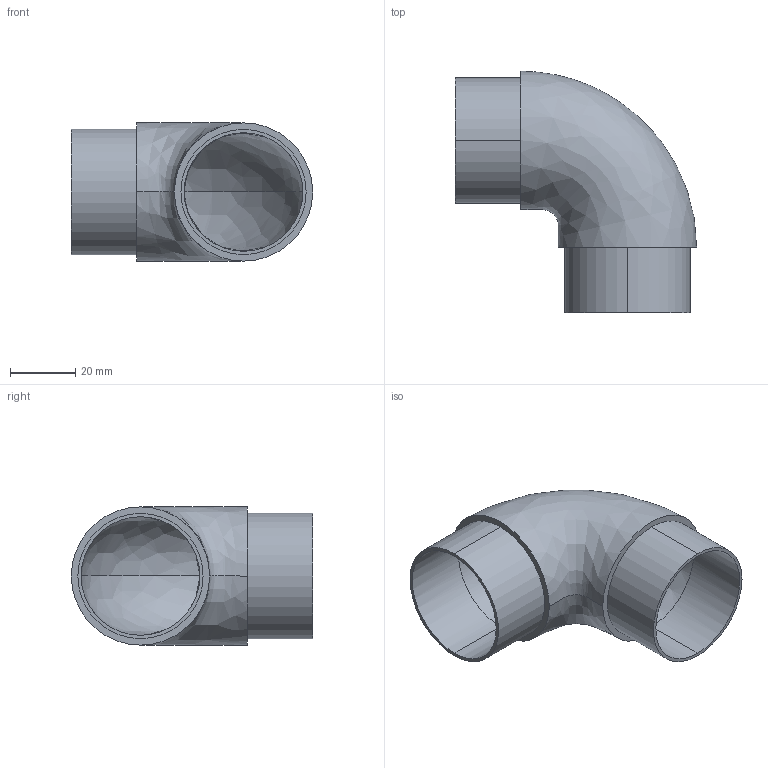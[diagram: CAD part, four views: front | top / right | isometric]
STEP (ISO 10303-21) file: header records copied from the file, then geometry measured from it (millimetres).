
FILE_DESCRIPTION (( 'STEP AP203' ), '1' );
FILE_NAME ('3D_GR1092_42.2x2_188851140.STEP', '2024-11-11T11:35:53', ( '' ), ( '' ), 'SwSTEP 2.0', 'SolidWorks 2023', '' );
FILE_SCHEMA (( 'CONFIG_CONTROL_DESIGN' ));
Length unit declared in the file: millimetre
Products named in the file (1): 3D_GR1092_42.2x2_188851140
Bounding box: 74 x 74 x 42.4 mm (x, y, z)
Volume: 23932.7 mm3; surface area: 22956.1 mm2
Topology: 1 solids, 1 shells, 16 faces, 92 edges, 80 vertices
Faces by surface type: cylinder 8, bspline 4, plane 4
Entity records: 10131 total; most frequent: CARTESIAN_POINT 9331, ORIENTED_EDGE 184, DIRECTION 130, EDGE_CURVE 92, VERTEX_POINT 80, AXIS2_PLACEMENT_3D 61, CIRCLE 48, B_SPLINE_CURVE_WITH_KNOTS 36
